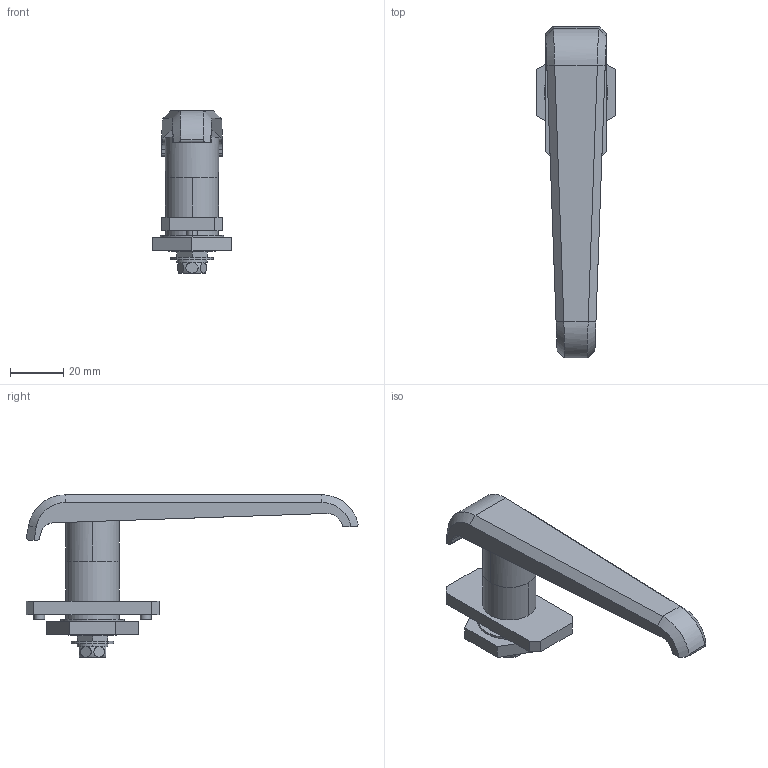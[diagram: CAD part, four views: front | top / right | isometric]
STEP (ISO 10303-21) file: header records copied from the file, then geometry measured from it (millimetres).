
FILE_DESCRIPTION (( 'STEP AP203' ), '1' );
FILE_NAME ('sone3D.STEP', '2014-04-21T09:03:47', ( '' ), ( '' ), 'SwSTEP 2.0', 'SolidWorks 2012', '' );
FILE_SCHEMA (( 'CONFIG_CONTROL_DESIGN' ));
Length unit declared in the file: millimetre
Products named in the file (7): A-51-2SW_; A-51-2スペーサー_; A-51-2六角ナット_; A-51-2受座; A-51-2本体__A-51-2-2; sone3D; 廫帤寠晅偒榋妏儃儖僩M6_M6亊10
Assembly tree (6 placements, depth 2):
  sone3D
    A-51-2本体__A-51-2-2
    A-51-2受座
    A-51-2六角ナット_
    A-51-2スペーサー_
    A-51-2SW_
    廫帤寠晅偒榋妏儃儖僩M6_M6亊10
Bounding box: 30 x 124.79 x 61 mm (x, y, z)
Volume: 39624 mm3; surface area: 17509.9 mm2
Topology: 6 solids, 6 shells, 128 faces, 290 edges, 185 vertices
Faces by surface type: plane 74, cylinder 38, cone 6, torus 6, bspline 4
Entity records: 5018 total; most frequent: CARTESIAN_POINT 1439, DIRECTION 588, ORIENTED_EDGE 576, EDGE_CURVE 288, AXIS2_PLACEMENT_3D 209, VERTEX_POINT 185, VECTOR 170, LINE 170
